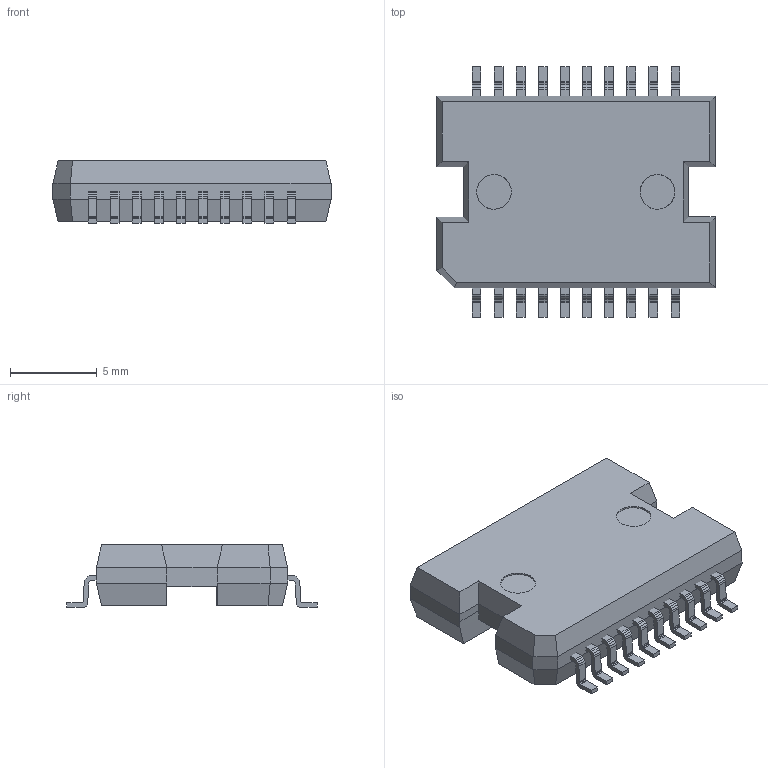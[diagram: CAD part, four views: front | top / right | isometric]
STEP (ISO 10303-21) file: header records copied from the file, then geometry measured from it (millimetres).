
FILE_DESCRIPTION(/* description */ (''),/* implementation_level */ '2;1');
FILE_NAME(/* name */ 'User Library-PowerSO20',/* time_stamp */ '2022-04-13T01:59:02+08:00',/* author */ (''),/* organization */ (''),/* preprocessor_version */ 'ST-DEVELOPER v16.5',/* originating_system */ 'Rhino 7.13',/* authorisation */ '');
FILE_SCHEMA (('AUTOMOTIVE_DESIGN_CC2'));
Length unit declared in the file: millimetre
Products named in the file (1): Document
Bounding box: 16 x 14.4 x 3.58 mm (x, y, z)
Volume: 473.5 mm3; surface area: 668.2 mm2
Topology: 21 solids, 21 shells, 557 faces, 1521 edges, 1008 vertices
Faces by surface type: plane 553, cylinder 4
Entity records: 15321 total; most frequent: CARTESIAN_POINT 4637, ORIENTED_EDGE 3042, EDGE_CURVE 1521, B_SPLINE_CURVE_WITH_KNOTS 1513, VERTEX_POINT 1008, DIRECTION 561, EDGE_LOOP 559, AXIS2_PLACEMENT_3D 559
